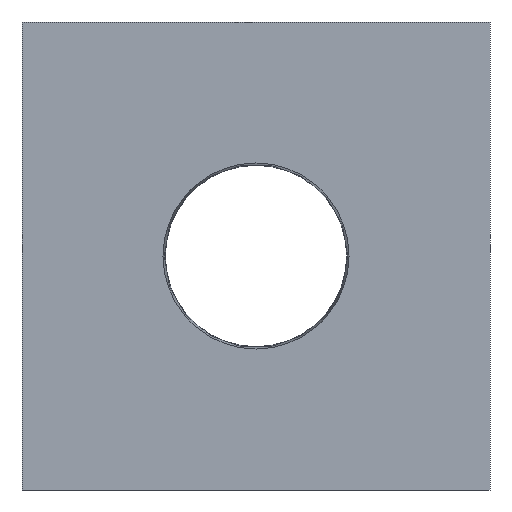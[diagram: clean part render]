
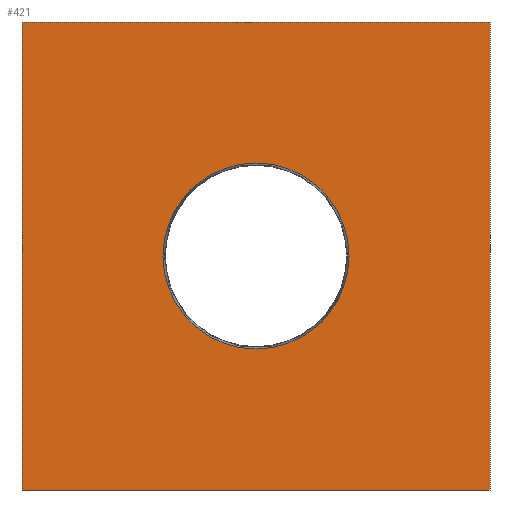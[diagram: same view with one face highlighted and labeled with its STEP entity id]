
A CAD part, front view. The second image highlights one B-rep face of the part: STEP entity #421.
In plain terms, the highlighted planar face has unit normal (0, -1, 0).
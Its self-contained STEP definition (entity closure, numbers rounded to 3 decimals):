
#16=FACE_BOUND('',#80,.T.);
#34=PLANE('',#485);
#55=FACE_OUTER_BOUND('',#79,.T.);
#79=EDGE_LOOP('',(#373,#374,#375,#376));
#80=EDGE_LOOP('',(#377));
#94=LINE('',#643,#130);
#105=LINE('',#727,#141);
#113=LINE('',#821,#149);
#114=LINE('',#823,#150);
#130=VECTOR('',#513,10.);
#141=VECTOR('',#534,10.);
#149=VECTOR('',#574,10.);
#150=VECTOR('',#577,10.);
#173=CIRCLE('',#483,3.975);
#185=VERTEX_POINT('',#640);
#186=VERTEX_POINT('',#642);
#196=VERTEX_POINT('',#725);
#208=VERTEX_POINT('',#819);
#211=VERTEX_POINT('',#837);
#225=EDGE_CURVE('',#186,#185,#94,.T.);
#239=EDGE_CURVE('',#185,#196,#105,.T.);
#258=EDGE_CURVE('',#196,#208,#113,.T.);
#259=EDGE_CURVE('',#208,#186,#114,.T.);
#266=EDGE_CURVE('',#211,#211,#173,.T.);
#373=ORIENTED_EDGE('',*,*,#259,.T.);
#374=ORIENTED_EDGE('',*,*,#225,.T.);
#375=ORIENTED_EDGE('',*,*,#239,.T.);
#376=ORIENTED_EDGE('',*,*,#258,.T.);
#377=ORIENTED_EDGE('',*,*,#266,.T.);
#421=ADVANCED_FACE('',(#55,#16),#34,.T.);
#483=AXIS2_PLACEMENT_3D('',#838,#595,#596);
#485=AXIS2_PLACEMENT_3D('',#842,#600,#601);
#513=DIRECTION('',(0.,0.,-1.));
#534=DIRECTION('',(1.,0.,0.));
#574=DIRECTION('',(0.,0.,1.));
#577=DIRECTION('',(-1.,0.,0.));
#595=DIRECTION('center_axis',(0.,1.,0.));
#596=DIRECTION('ref_axis',(-1.,0.,0.));
#600=DIRECTION('center_axis',(0.,-1.,0.));
#601=DIRECTION('ref_axis',(0.,0.,-1.));
#640=CARTESIAN_POINT('',(-10.,-3.,-10.));
#642=CARTESIAN_POINT('',(-10.,-3.,10.));
#643=CARTESIAN_POINT('',(-10.,-3.,10.));
#725=CARTESIAN_POINT('',(10.,-3.,-10.));
#727=CARTESIAN_POINT('',(-10.,-3.,-10.));
#819=CARTESIAN_POINT('',(10.,-3.,10.));
#821=CARTESIAN_POINT('',(10.,-3.,-10.));
#823=CARTESIAN_POINT('',(10.,-3.,10.));
#837=CARTESIAN_POINT('',(3.975,-3.,0.));
#838=CARTESIAN_POINT('Origin',(0.,-3.,0.));
#842=CARTESIAN_POINT('Origin',(0.,-3.,0.));
